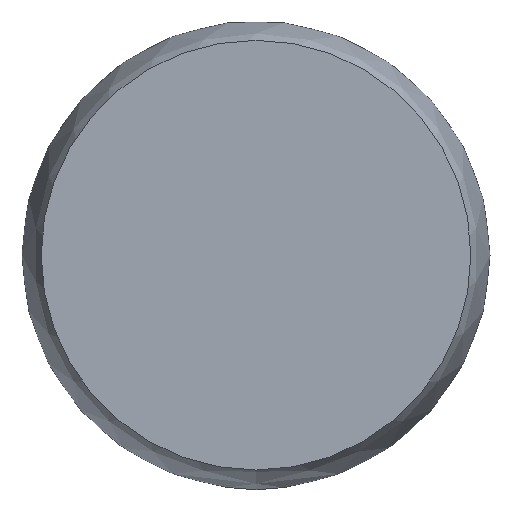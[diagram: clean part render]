
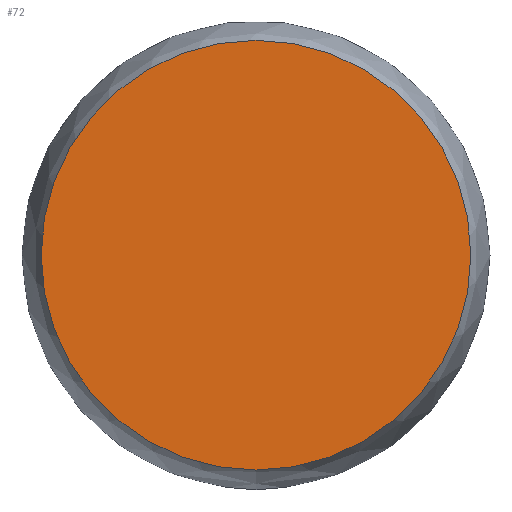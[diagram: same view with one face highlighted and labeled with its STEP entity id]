
A CAD part, front view. The second image highlights one B-rep face of the part: STEP entity #72.
In plain terms, the highlighted planar face has unit normal (0, -1, 0).
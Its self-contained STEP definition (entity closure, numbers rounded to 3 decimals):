
#27=FACE_OUTER_BOUND('',#31,.T.);
#31=EDGE_LOOP('',(#53));
#35=CIRCLE('',#91,6.5);
#37=VERTEX_POINT('',#114);
#44=EDGE_CURVE('',#37,#37,#35,.T.);
#53=ORIENTED_EDGE('',*,*,#44,.F.);
#71=PLANE('',#90);
#72=ADVANCED_FACE('',(#27),#71,.T.);
#90=AXIS2_PLACEMENT_3D('',#113,#98,#99);
#91=AXIS2_PLACEMENT_3D('',#115,#100,#101);
#98=DIRECTION('center_axis',(0.,-1.,0.));
#99=DIRECTION('ref_axis',(0.,0.,-1.));
#100=DIRECTION('center_axis',(0.,1.,0.));
#101=DIRECTION('ref_axis',(0.37,0.,0.929));
#113=CARTESIAN_POINT('Origin',(0.,-11.375,0.));
#114=CARTESIAN_POINT('',(0.,-11.375,6.5));
#115=CARTESIAN_POINT('Origin',(0.,-11.375,0.));
